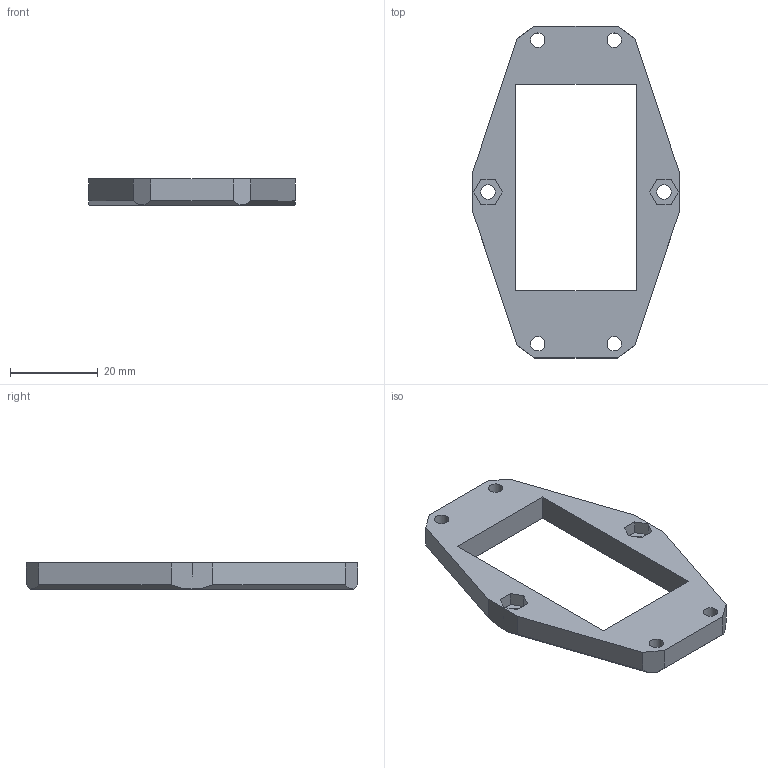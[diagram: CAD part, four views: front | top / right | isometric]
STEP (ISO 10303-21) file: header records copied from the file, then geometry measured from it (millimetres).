
FILE_DESCRIPTION(/* description */ (''),/* implementation_level */ '2;1');
FILE_NAME(/* name */ 'iec_socket_adapter.step',/* time_stamp */ '2022-06-24T11:49:56+01:00',/* author */ (''),/* organization */ (''),/* preprocessor_version */ 'ST-DEVELOPER v19',/* originating_system */ 'Autodesk Translation Framework v11.7.0.108',/* authorisation */ '');
FILE_SCHEMA (('AUTOMOTIVE_DESIGN { 1 0 10303 214 3 1 1 }'));
Length unit declared in the file: millimetre
Products named in the file (1): iec_socket_adapter
Bounding box: 46.84 x 75.47 x 6 mm (x, y, z)
Volume: 8490.2 mm3; surface area: 5318.1 mm2
Topology: 1 solids, 1 shells, 66 faces, 182 edges, 120 vertices
Faces by surface type: plane 54, cylinder 6, cone 6
Full cylindrical faces by diameter (mm): 3.3 x6
Entity records: 2139 total; most frequent: CARTESIAN_POINT 369, ORIENTED_EDGE 364, DIRECTION 340, EDGE_CURVE 182, LINE 158, VECTOR 158, VERTEX_POINT 120, AXIS2_PLACEMENT_3D 91
